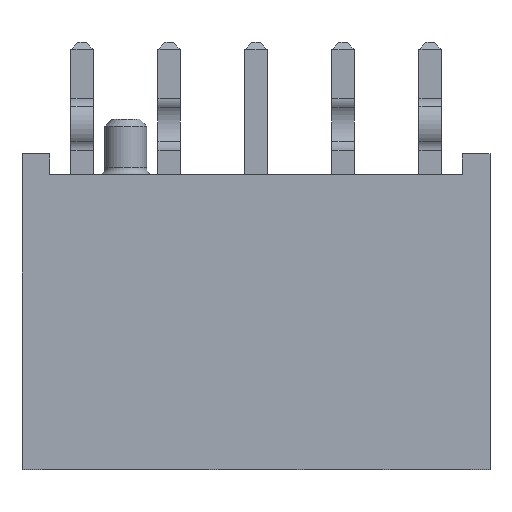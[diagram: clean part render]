
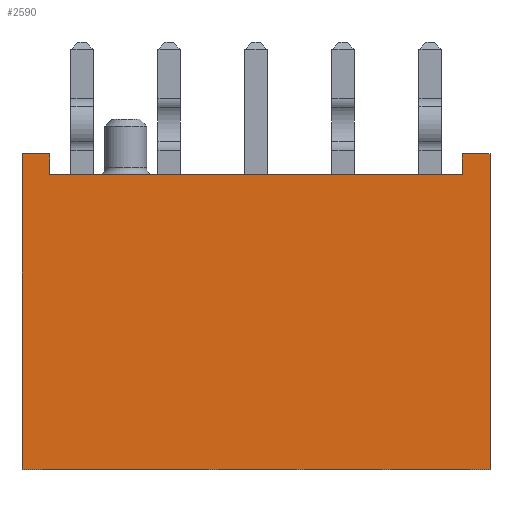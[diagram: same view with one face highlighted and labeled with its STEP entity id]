
A CAD part, top view. The second image highlights one B-rep face of the part: STEP entity #2590.
In plain terms, the highlighted planar face has unit normal (0, 0, 1).
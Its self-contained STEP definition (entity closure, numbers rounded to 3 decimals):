
#72=LINE('',#3579,#409);
#154=LINE('',#3747,#491);
#251=LINE('',#3953,#588);
#261=LINE('',#3972,#598);
#264=LINE('',#3976,#601);
#267=LINE('',#3982,#604);
#268=LINE('',#3984,#605);
#269=LINE('',#3985,#606);
#409=VECTOR('',#2901,1000.);
#491=VECTOR('',#3007,1000.);
#588=VECTOR('',#3178,1000.);
#598=VECTOR('',#3194,1000.);
#601=VECTOR('',#3199,1000.);
#604=VECTOR('',#3204,1000.);
#605=VECTOR('',#3205,1000.);
#606=VECTOR('',#3206,1000.);
#1075=ORIENTED_EDGE('',*,*,#1552,.F.);
#1076=ORIENTED_EDGE('',*,*,#1667,.T.);
#1077=ORIENTED_EDGE('',*,*,#1668,.F.);
#1078=ORIENTED_EDGE('',*,*,#1664,.T.);
#1079=ORIENTED_EDGE('',*,*,#1469,.T.);
#1080=ORIENTED_EDGE('',*,*,#1661,.F.);
#1081=ORIENTED_EDGE('',*,*,#1651,.F.);
#1082=ORIENTED_EDGE('',*,*,#1669,.F.);
#1469=EDGE_CURVE('',#1831,#1829,#72,.T.);
#1552=EDGE_CURVE('',#1904,#1905,#154,.T.);
#1651=EDGE_CURVE('',#1967,#1969,#251,.T.);
#1661=EDGE_CURVE('',#1969,#1829,#261,.T.);
#1664=EDGE_CURVE('',#1975,#1831,#264,.T.);
#1667=EDGE_CURVE('',#1904,#1977,#267,.T.);
#1668=EDGE_CURVE('',#1975,#1977,#268,.T.);
#1669=EDGE_CURVE('',#1905,#1967,#269,.T.);
#1829=VERTEX_POINT('',#3577);
#1831=VERTEX_POINT('',#3580);
#1904=VERTEX_POINT('',#3746);
#1905=VERTEX_POINT('',#3748);
#1967=VERTEX_POINT('',#3951);
#1969=VERTEX_POINT('',#3954);
#1975=VERTEX_POINT('',#3977);
#1977=VERTEX_POINT('',#3983);
#2150=EDGE_LOOP('',(#1075,#1076,#1077,#1078,#1079,#1080,#1081,#1082));
#2314=FACE_BOUND('',#2150,.T.);
#2457=PLANE('',#2773);
#2590=ADVANCED_FACE('',(#2314),#2457,.F.);
#2773=AXIS2_PLACEMENT_3D('',#3981,#3202,#3203);
#2901=DIRECTION('',(1.,0.,0.));
#3007=DIRECTION('',(1.,0.,0.));
#3178=DIRECTION('',(1.,0.,0.));
#3194=DIRECTION('',(0.,-1.,0.));
#3199=DIRECTION('',(0.,-1.,0.));
#3202=DIRECTION('',(0.,0.,-1.));
#3203=DIRECTION('',(-1.,0.,0.));
#3204=DIRECTION('',(0.,1.,0.));
#3205=DIRECTION('',(1.,0.,0.));
#3206=DIRECTION('',(0.,1.,0.));
#3577=CARTESIAN_POINT('',(6.72,0.,1.74));
#3579=CARTESIAN_POINT('',(-6.72,0.,1.74));
#3580=CARTESIAN_POINT('',(-6.72,0.,1.74));
#3746=CARTESIAN_POINT('',(-5.92,8.46,1.74));
#3747=CARTESIAN_POINT('',(-5.92,8.46,1.74));
#3748=CARTESIAN_POINT('',(5.92,8.46,1.74));
#3951=CARTESIAN_POINT('',(5.92,9.06,1.74));
#3953=CARTESIAN_POINT('',(-6.72,9.06,1.74));
#3954=CARTESIAN_POINT('',(6.72,9.06,1.74));
#3972=CARTESIAN_POINT('',(6.72,9.06,1.74));
#3976=CARTESIAN_POINT('',(-6.72,9.06,1.74));
#3977=CARTESIAN_POINT('',(-6.72,9.06,1.74));
#3981=CARTESIAN_POINT('',(-6.72,9.06,1.74));
#3982=CARTESIAN_POINT('',(-5.92,8.46,1.74));
#3983=CARTESIAN_POINT('',(-5.92,9.06,1.74));
#3984=CARTESIAN_POINT('',(-6.72,9.06,1.74));
#3985=CARTESIAN_POINT('',(5.92,8.46,1.74));
